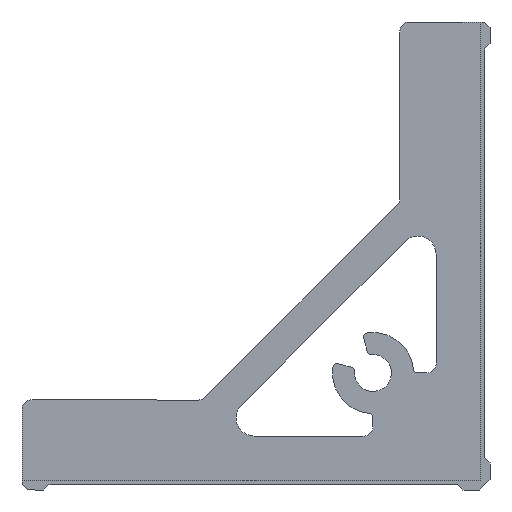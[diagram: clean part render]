
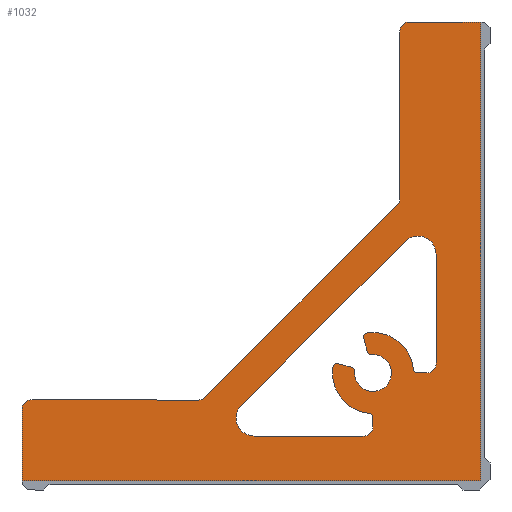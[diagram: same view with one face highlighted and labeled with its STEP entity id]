
A CAD part, left-side view. The second image highlights one B-rep face of the part: STEP entity #1032.
In plain terms, the highlighted planar face has unit normal (-1, 0, 0).
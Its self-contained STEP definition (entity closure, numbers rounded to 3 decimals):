
#24=CIRCLE('',#1068,1.);
#26=CIRCLE('',#1075,1.);
#29=CIRCLE('',#1080,1.);
#31=CIRCLE('',#1084,1.);
#33=CIRCLE('',#1088,2.);
#35=CIRCLE('',#1092,1.);
#37=CIRCLE('',#1096,0.5);
#39=CIRCLE('',#1099,4.5);
#41=CIRCLE('',#1102,0.5);
#43=CIRCLE('',#1106,0.5);
#45=CIRCLE('',#1109,2.05);
#47=CIRCLE('',#1112,0.5);
#49=CIRCLE('',#1116,0.5);
#51=CIRCLE('',#1119,4.5);
#53=CIRCLE('',#1122,0.5);
#55=CIRCLE('',#1126,1.);
#57=CIRCLE('',#1130,2.);
#254=ORIENTED_EDGE('',*,*,#422,.T.);
#255=ORIENTED_EDGE('',*,*,#480,.T.);
#256=ORIENTED_EDGE('',*,*,#477,.T.);
#257=ORIENTED_EDGE('',*,*,#474,.T.);
#258=ORIENTED_EDGE('',*,*,#471,.T.);
#259=ORIENTED_EDGE('',*,*,#468,.T.);
#260=ORIENTED_EDGE('',*,*,#465,.F.);
#261=ORIENTED_EDGE('',*,*,#462,.F.);
#262=ORIENTED_EDGE('',*,*,#459,.T.);
#263=ORIENTED_EDGE('',*,*,#456,.F.);
#264=ORIENTED_EDGE('',*,*,#453,.T.);
#265=ORIENTED_EDGE('',*,*,#450,.F.);
#266=ORIENTED_EDGE('',*,*,#447,.T.);
#267=ORIENTED_EDGE('',*,*,#444,.F.);
#268=ORIENTED_EDGE('',*,*,#441,.F.);
#269=ORIENTED_EDGE('',*,*,#438,.T.);
#270=ORIENTED_EDGE('',*,*,#435,.T.);
#271=ORIENTED_EDGE('',*,*,#432,.T.);
#272=ORIENTED_EDGE('',*,*,#429,.T.);
#273=ORIENTED_EDGE('',*,*,#426,.T.);
#274=ORIENTED_EDGE('',*,*,#384,.F.);
#275=ORIENTED_EDGE('',*,*,#483,.F.);
#276=ORIENTED_EDGE('',*,*,#419,.T.);
#277=ORIENTED_EDGE('',*,*,#416,.F.);
#278=ORIENTED_EDGE('',*,*,#413,.T.);
#279=ORIENTED_EDGE('',*,*,#410,.F.);
#280=ORIENTED_EDGE('',*,*,#406,.F.);
#281=ORIENTED_EDGE('',*,*,#400,.F.);
#282=ORIENTED_EDGE('',*,*,#382,.F.);
#283=ORIENTED_EDGE('',*,*,#379,.F.);
#284=ORIENTED_EDGE('',*,*,#388,.F.);
#379=EDGE_CURVE('',#527,#528,#627,.T.);
#382=EDGE_CURVE('',#528,#530,#630,.T.);
#384=EDGE_CURVE('',#531,#532,#24,.T.);
#388=EDGE_CURVE('',#532,#527,#634,.T.);
#400=EDGE_CURVE('',#530,#543,#646,.T.);
#406=EDGE_CURVE('',#543,#547,#26,.T.);
#410=EDGE_CURVE('',#547,#550,#653,.T.);
#413=EDGE_CURVE('',#552,#550,#29,.T.);
#416=EDGE_CURVE('',#552,#554,#657,.T.);
#419=EDGE_CURVE('',#556,#554,#31,.T.);
#422=EDGE_CURVE('',#558,#559,#661,.T.);
#426=EDGE_CURVE('',#562,#558,#33,.T.);
#429=EDGE_CURVE('',#564,#562,#666,.T.);
#432=EDGE_CURVE('',#566,#564,#35,.T.);
#435=EDGE_CURVE('',#568,#566,#670,.T.);
#438=EDGE_CURVE('',#570,#568,#37,.T.);
#441=EDGE_CURVE('',#570,#572,#39,.T.);
#444=EDGE_CURVE('',#572,#574,#41,.T.);
#447=EDGE_CURVE('',#576,#574,#676,.T.);
#450=EDGE_CURVE('',#576,#578,#43,.T.);
#453=EDGE_CURVE('',#580,#578,#45,.T.);
#456=EDGE_CURVE('',#580,#582,#47,.T.);
#459=EDGE_CURVE('',#584,#582,#682,.T.);
#462=EDGE_CURVE('',#584,#586,#49,.T.);
#465=EDGE_CURVE('',#586,#588,#51,.T.);
#468=EDGE_CURVE('',#590,#588,#53,.T.);
#471=EDGE_CURVE('',#592,#590,#688,.T.);
#474=EDGE_CURVE('',#594,#592,#55,.T.);
#477=EDGE_CURVE('',#596,#594,#692,.T.);
#480=EDGE_CURVE('',#559,#596,#57,.T.);
#483=EDGE_CURVE('',#556,#531,#695,.T.);
#527=VERTEX_POINT('',#1456);
#528=VERTEX_POINT('',#1458);
#530=VERTEX_POINT('',#1464);
#531=VERTEX_POINT('',#1468);
#532=VERTEX_POINT('',#1469);
#543=VERTEX_POINT('',#1500);
#547=VERTEX_POINT('',#1511);
#550=VERTEX_POINT('',#1519);
#552=VERTEX_POINT('',#1525);
#554=VERTEX_POINT('',#1531);
#556=VERTEX_POINT('',#1537);
#558=VERTEX_POINT('',#1543);
#559=VERTEX_POINT('',#1544);
#562=VERTEX_POINT('',#1552);
#564=VERTEX_POINT('',#1558);
#566=VERTEX_POINT('',#1564);
#568=VERTEX_POINT('',#1570);
#570=VERTEX_POINT('',#1576);
#572=VERTEX_POINT('',#1582);
#574=VERTEX_POINT('',#1588);
#576=VERTEX_POINT('',#1594);
#578=VERTEX_POINT('',#1600);
#580=VERTEX_POINT('',#1606);
#582=VERTEX_POINT('',#1612);
#584=VERTEX_POINT('',#1618);
#586=VERTEX_POINT('',#1624);
#588=VERTEX_POINT('',#1630);
#590=VERTEX_POINT('',#1636);
#592=VERTEX_POINT('',#1642);
#594=VERTEX_POINT('',#1648);
#596=VERTEX_POINT('',#1654);
#627=LINE('',#1457,#737);
#630=LINE('',#1463,#740);
#634=LINE('',#1476,#744);
#646=LINE('',#1499,#756);
#653=LINE('',#1518,#763);
#657=LINE('',#1530,#767);
#661=LINE('',#1542,#771);
#666=LINE('',#1557,#776);
#670=LINE('',#1569,#780);
#676=LINE('',#1593,#786);
#682=LINE('',#1617,#792);
#688=LINE('',#1641,#798);
#692=LINE('',#1653,#802);
#695=LINE('',#1664,#805);
#737=VECTOR('',#1162,1000.);
#740=VECTOR('',#1167,1000.);
#744=VECTOR('',#1179,1000.);
#756=VECTOR('',#1197,1000.);
#763=VECTOR('',#1214,1000.);
#767=VECTOR('',#1226,1000.);
#771=VECTOR('',#1238,1000.);
#776=VECTOR('',#1251,1000.);
#780=VECTOR('',#1263,1000.);
#786=VECTOR('',#1289,1000.);
#792=VECTOR('',#1315,1000.);
#798=VECTOR('',#1341,1000.);
#802=VECTOR('',#1353,1000.);
#805=VECTOR('',#1366,1000.);
#882=EDGE_LOOP('',(#254,#255,#256,#257,#258,#259,#260,#261,#262,#263,#264,
#265,#266,#267,#268,#269,#270,#271,#272,#273));
#883=EDGE_LOOP('',(#274,#275,#276,#277,#278,#279,#280,#281,#282,#283,#284));
#942=FACE_BOUND('',#882,.T.);
#943=FACE_BOUND('',#883,.T.);
#982=PLANE('',#1135);
#1032=ADVANCED_FACE('',(#942,#943),#982,.F.);
#1068=AXIS2_PLACEMENT_3D('',#1467,#1171,#1172);
#1075=AXIS2_PLACEMENT_3D('',#1510,#1205,#1206);
#1080=AXIS2_PLACEMENT_3D('',#1524,#1219,#1220);
#1084=AXIS2_PLACEMENT_3D('',#1536,#1231,#1232);
#1088=AXIS2_PLACEMENT_3D('',#1551,#1244,#1245);
#1092=AXIS2_PLACEMENT_3D('',#1563,#1256,#1257);
#1096=AXIS2_PLACEMENT_3D('',#1575,#1268,#1269);
#1099=AXIS2_PLACEMENT_3D('',#1581,#1275,#1276);
#1102=AXIS2_PLACEMENT_3D('',#1587,#1282,#1283);
#1106=AXIS2_PLACEMENT_3D('',#1599,#1294,#1295);
#1109=AXIS2_PLACEMENT_3D('',#1605,#1301,#1302);
#1112=AXIS2_PLACEMENT_3D('',#1611,#1308,#1309);
#1116=AXIS2_PLACEMENT_3D('',#1623,#1320,#1321);
#1119=AXIS2_PLACEMENT_3D('',#1629,#1327,#1328);
#1122=AXIS2_PLACEMENT_3D('',#1635,#1334,#1335);
#1126=AXIS2_PLACEMENT_3D('',#1647,#1346,#1347);
#1130=AXIS2_PLACEMENT_3D('',#1659,#1358,#1359);
#1135=AXIS2_PLACEMENT_3D('',#1667,#1370,#1371);
#1162=DIRECTION('',(0.,0.,-1.));
#1167=DIRECTION('',(0.,1.,0.));
#1171=DIRECTION('',(1.,0.,0.));
#1172=DIRECTION('',(0.,0.,-1.));
#1179=DIRECTION('',(0.,-1.,0.));
#1197=DIRECTION('',(0.,0.,1.));
#1205=DIRECTION('',(1.,0.,0.));
#1206=DIRECTION('',(0.,0.,-1.));
#1214=DIRECTION('',(0.,-1.,0.));
#1219=DIRECTION('',(1.,0.,0.));
#1220=DIRECTION('',(0.,0.,-1.));
#1226=DIRECTION('',(0.,-0.707,0.707));
#1231=DIRECTION('',(1.,0.,0.));
#1232=DIRECTION('',(0.,0.,-1.));
#1238=DIRECTION('',(0.,-0.707,0.707));
#1244=DIRECTION('',(1.,0.,0.));
#1245=DIRECTION('',(0.,0.,-1.));
#1251=DIRECTION('',(0.,1.,0.));
#1256=DIRECTION('',(1.,0.,0.));
#1257=DIRECTION('',(0.,0.,-1.));
#1263=DIRECTION('',(0.,0.,-1.));
#1268=DIRECTION('',(1.,0.,0.));
#1269=DIRECTION('',(0.,0.,-1.));
#1275=DIRECTION('',(1.,0.,0.));
#1276=DIRECTION('',(0.,0.,-1.));
#1282=DIRECTION('',(1.,0.,0.));
#1283=DIRECTION('',(0.,0.,-1.));
#1289=DIRECTION('',(0.,0.966,0.259));
#1294=DIRECTION('',(1.,0.,0.));
#1295=DIRECTION('',(0.,0.,-1.));
#1301=DIRECTION('',(1.,0.,0.));
#1302=DIRECTION('',(0.,0.,-1.));
#1308=DIRECTION('',(1.,0.,0.));
#1309=DIRECTION('',(0.,0.,-1.));
#1315=DIRECTION('',(0.,-0.259,-0.966));
#1320=DIRECTION('',(1.,0.,0.));
#1321=DIRECTION('',(0.,0.,-1.));
#1327=DIRECTION('',(1.,0.,0.));
#1328=DIRECTION('',(0.,0.,-1.));
#1334=DIRECTION('',(1.,0.,0.));
#1335=DIRECTION('',(0.,0.,-1.));
#1341=DIRECTION('',(0.,1.,0.));
#1346=DIRECTION('',(1.,0.,0.));
#1347=DIRECTION('',(0.,0.,-1.));
#1353=DIRECTION('',(0.,0.,-1.));
#1358=DIRECTION('',(1.,0.,0.));
#1359=DIRECTION('',(0.,0.,-1.));
#1366=DIRECTION('',(0.,0.,1.));
#1370=DIRECTION('',(1.,0.,0.));
#1371=DIRECTION('',(0.,0.,-1.));
#1456=CARTESIAN_POINT('',(-7.,0.,51.));
#1457=CARTESIAN_POINT('',(-7.,0.,51.));
#1458=CARTESIAN_POINT('',(-7.,0.,0.));
#1463=CARTESIAN_POINT('',(-7.,0.,0.));
#1464=CARTESIAN_POINT('',(-7.,51.,0.));
#1467=CARTESIAN_POINT('',(-7.,8.,50.));
#1468=CARTESIAN_POINT('',(-7.,9.,50.));
#1469=CARTESIAN_POINT('',(-7.,8.,51.));
#1476=CARTESIAN_POINT('',(-7.,8.,51.));
#1499=CARTESIAN_POINT('',(-7.,51.,0.));
#1500=CARTESIAN_POINT('',(-7.,51.,8.));
#1510=CARTESIAN_POINT('',(-7.,50.,8.));
#1511=CARTESIAN_POINT('',(-7.,50.,9.));
#1518=CARTESIAN_POINT('',(-7.,50.,9.));
#1519=CARTESIAN_POINT('',(-7.,31.414,9.));
#1524=CARTESIAN_POINT('',(-7.,31.414,10.));
#1525=CARTESIAN_POINT('',(-7.,30.707,9.293));
#1530=CARTESIAN_POINT('',(-7.,30.707,9.293));
#1531=CARTESIAN_POINT('',(-7.,9.293,30.707));
#1536=CARTESIAN_POINT('',(-7.,10.,31.414));
#1537=CARTESIAN_POINT('',(-7.,9.,31.414));
#1542=CARTESIAN_POINT('',(-7.,26.636,8.414));
#1543=CARTESIAN_POINT('',(-7.,26.636,8.414));
#1544=CARTESIAN_POINT('',(-7.,8.414,26.636));
#1551=CARTESIAN_POINT('',(-7.,25.222,7.));
#1552=CARTESIAN_POINT('',(-7.,25.222,5.));
#1557=CARTESIAN_POINT('',(-7.,13.,5.));
#1558=CARTESIAN_POINT('',(-7.,13.,5.));
#1563=CARTESIAN_POINT('',(-7.,13.,6.));
#1564=CARTESIAN_POINT('',(-7.,12.,6.));
#1569=CARTESIAN_POINT('',(-7.,12.,7.025));
#1570=CARTESIAN_POINT('',(-7.,12.,7.025));
#1575=CARTESIAN_POINT('',(-7.,12.5,7.025));
#1576=CARTESIAN_POINT('',(-7.,12.45,7.523));
#1581=CARTESIAN_POINT('',(-7.,12.,12.));
#1582=CARTESIAN_POINT('',(-7.,16.458,12.612));
#1587=CARTESIAN_POINT('',(-7.,15.963,12.544));
#1588=CARTESIAN_POINT('',(-7.,15.833,13.027));
#1593=CARTESIAN_POINT('',(-7.,14.415,12.647));
#1594=CARTESIAN_POINT('',(-7.,14.415,12.647));
#1599=CARTESIAN_POINT('',(-7.,14.545,12.164));
#1600=CARTESIAN_POINT('',(-7.,14.046,12.132));
#1605=CARTESIAN_POINT('',(-7.,12.,12.));
#1606=CARTESIAN_POINT('',(-7.,12.132,14.046));
#1611=CARTESIAN_POINT('',(-7.,12.164,14.545));
#1612=CARTESIAN_POINT('',(-7.,12.647,14.415));
#1617=CARTESIAN_POINT('',(-7.,13.027,15.833));
#1618=CARTESIAN_POINT('',(-7.,13.027,15.833));
#1623=CARTESIAN_POINT('',(-7.,12.544,15.963));
#1624=CARTESIAN_POINT('',(-7.,12.612,16.458));
#1629=CARTESIAN_POINT('',(-7.,12.,12.));
#1630=CARTESIAN_POINT('',(-7.,7.523,12.45));
#1635=CARTESIAN_POINT('',(-7.,7.025,12.5));
#1636=CARTESIAN_POINT('',(-7.,7.025,12.));
#1641=CARTESIAN_POINT('',(-7.,6.,12.));
#1642=CARTESIAN_POINT('',(-7.,6.,12.));
#1647=CARTESIAN_POINT('',(-7.,6.,13.));
#1648=CARTESIAN_POINT('',(-7.,5.,13.));
#1653=CARTESIAN_POINT('',(-7.,5.,25.222));
#1654=CARTESIAN_POINT('',(-7.,5.,25.222));
#1659=CARTESIAN_POINT('',(-7.,7.,25.222));
#1664=CARTESIAN_POINT('',(-7.,9.,31.414));
#1667=CARTESIAN_POINT('',(-7.,8.,50.));
